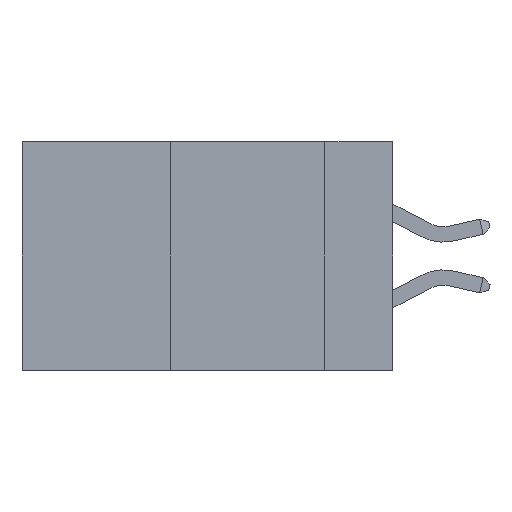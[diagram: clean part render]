
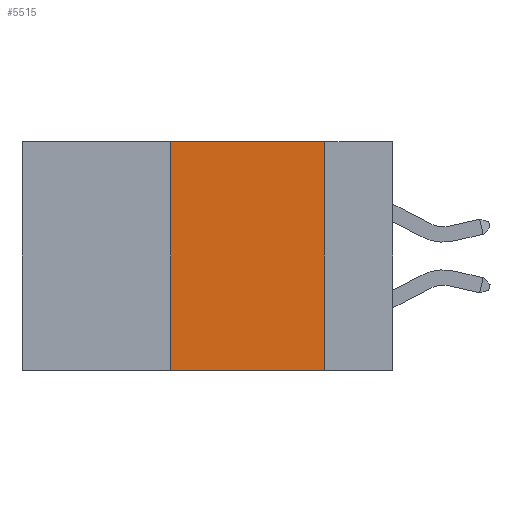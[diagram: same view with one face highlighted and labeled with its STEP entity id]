
A CAD part, left-side view. The second image highlights one B-rep face of the part: STEP entity #5515.
In plain terms, the highlighted planar face has unit normal (-1, 0, 0).
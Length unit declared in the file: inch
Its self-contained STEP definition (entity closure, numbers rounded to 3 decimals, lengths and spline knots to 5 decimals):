
#168 = DIRECTION ( 'NONE',  ( 0., 0., -1. ) ) ;
#668 = CARTESIAN_POINT ( 'NONE',  ( 0., 0.36, 0. ) ) ;
#755 = CARTESIAN_POINT ( 'NONE',  ( 0., 0.36, 0. ) ) ;
#761 = VECTOR ( 'NONE', #18759, 39.37008 ) ;
#1095 = ORIENTED_EDGE ( 'NONE', *, *, #9218, .F. ) ;
#1096 = VERTEX_POINT ( 'NONE', #17395 ) ;
#2122 = ORIENTED_EDGE ( 'NONE', *, *, #4846, .T. ) ;
#2464 = CARTESIAN_POINT ( 'NONE',  ( 0., 0.6, 0. ) ) ;
#2465 = LINE ( 'NONE', #2464, #6078 ) ;
#2926 = CARTESIAN_POINT ( 'NONE',  ( 0., 0.6, -0.37 ) ) ;
#4006 = VERTEX_POINT ( 'NONE', #8532 ) ;
#4846 = EDGE_CURVE ( 'NONE', #1096, #17916, #16235, .T. ) ;
#5479 = FACE_OUTER_BOUND ( 'NONE', #6107, .T. ) ;
#5515 = ADVANCED_FACE ( 'NONE', ( #5479 ), #14781, .F. ) ;
#5878 = CARTESIAN_POINT ( 'NONE',  ( 0., 0.6, 0. ) ) ;
#6078 = VECTOR ( 'NONE', #18998, 39.37008 ) ;
#6107 = EDGE_LOOP ( 'NONE', ( #1095, #9729, #17629, #2122 ) ) ;
#6863 = EDGE_CURVE ( 'NONE', #1096, #15840, #12869, .T. ) ;
#7372 = DIRECTION ( 'NONE',  ( 0., 0., -1. ) ) ;
#7435 = CARTESIAN_POINT ( 'NONE',  ( 0., 0.11, -0.37 ) ) ;
#7841 = VECTOR ( 'NONE', #14938, 39.37008 ) ;
#8532 = CARTESIAN_POINT ( 'NONE',  ( 0., 0.11, 0. ) ) ;
#9218 = EDGE_CURVE ( 'NONE', #4006, #17916, #13267, .T. ) ;
#9729 = ORIENTED_EDGE ( 'NONE', *, *, #12332, .F. ) ;
#12332 = EDGE_CURVE ( 'NONE', #15840, #4006, #2465, .T. ) ;
#12799 = VECTOR ( 'NONE', #168, 39.37008 ) ;
#12869 = LINE ( 'NONE', #668, #761 ) ;
#13267 = LINE ( 'NONE', #18290, #12799 ) ;
#14781 = PLANE ( 'NONE',  #19331 ) ;
#14938 = DIRECTION ( 'NONE',  ( 0., -1., 0. ) ) ;
#15840 = VERTEX_POINT ( 'NONE', #755 ) ;
#16235 = LINE ( 'NONE', #2926, #7841 ) ;
#16308 = DIRECTION ( 'NONE',  ( 1., 0., 0. ) ) ;
#17395 = CARTESIAN_POINT ( 'NONE',  ( 0., 0.36, -0.37 ) ) ;
#17629 = ORIENTED_EDGE ( 'NONE', *, *, #6863, .F. ) ;
#17916 = VERTEX_POINT ( 'NONE', #7435 ) ;
#18290 = CARTESIAN_POINT ( 'NONE',  ( 0., 0.11, 0. ) ) ;
#18759 = DIRECTION ( 'NONE',  ( 0., 0., 1. ) ) ;
#18998 = DIRECTION ( 'NONE',  ( 0., -1., 0. ) ) ;
#19331 = AXIS2_PLACEMENT_3D ( 'NONE', #5878, #16308, #7372 ) ;
